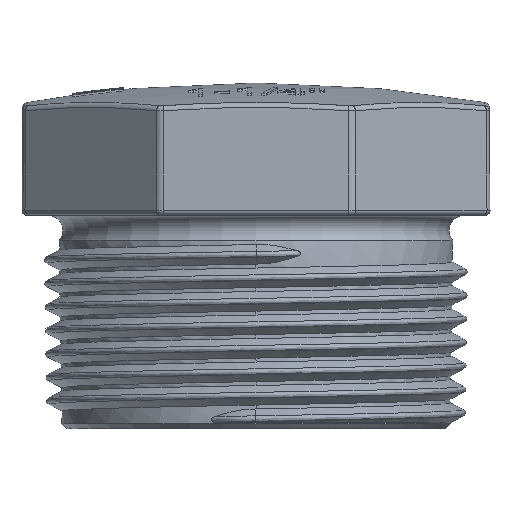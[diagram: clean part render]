
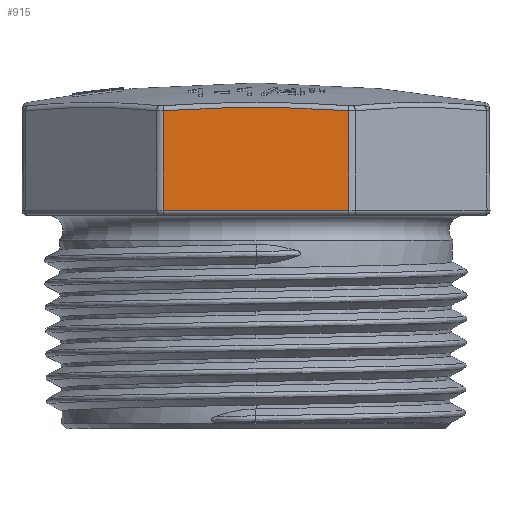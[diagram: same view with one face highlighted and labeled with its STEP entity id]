
A CAD part, left-side view. The second image highlights one B-rep face of the part: STEP entity #915.
In plain terms, the highlighted planar face has unit normal (-1, 0, 0.009).
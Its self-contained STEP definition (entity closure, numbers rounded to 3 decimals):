
#172=PLANE('',#4163);
#272=FACE_OUTER_BOUND('',#1231,.T.);
#495=LINE('',#6378,#675);
#496=LINE('',#6383,#676);
#497=LINE('',#6385,#677);
#675=VECTOR('',#4656,1.);
#676=VECTOR('',#4659,1.);
#677=VECTOR('',#4660,1.);
#915=ADVANCED_FACE('',(#272),#172,.T.);
#1231=EDGE_LOOP('',(#1857,#1858,#1859,#1860));
#1567=CIRCLE('',#4162,130.644);
#1857=ORIENTED_EDGE('',*,*,#3413,.T.);
#1858=ORIENTED_EDGE('',*,*,#3414,.T.);
#1859=ORIENTED_EDGE('',*,*,#3415,.T.);
#1860=ORIENTED_EDGE('',*,*,#3416,.T.);
#3031=VERTEX_POINT('',#6379);
#3032=VERTEX_POINT('',#6380);
#3033=VERTEX_POINT('',#6382);
#3034=VERTEX_POINT('',#6384);
#3413=EDGE_CURVE('',#3031,#3032,#495,.T.);
#3414=EDGE_CURVE('',#3032,#3033,#1567,.T.);
#3415=EDGE_CURVE('',#3033,#3034,#496,.T.);
#3416=EDGE_CURVE('',#3034,#3031,#497,.T.);
#4162=AXIS2_PLACEMENT_3D('',#6381,#4657,#4658);
#4163=AXIS2_PLACEMENT_3D('',#6386,#4661,#4662);
#4656=DIRECTION('',(0.009,0.004,1.));
#4657=DIRECTION('',(-1.,0.,0.009));
#4658=DIRECTION('',(0.009,0.,1.));
#4659=DIRECTION('',(-0.009,0.004,-1.));
#4660=DIRECTION('',(0.,-1.,0.));
#4661=DIRECTION('',(-1.,0.,0.009));
#4662=DIRECTION('',(0.009,0.,1.));
#6378=CARTESIAN_POINT('',(118.,-9.113,21.503));
#6379=CARTESIAN_POINT('',(118.,-9.113,21.504));
#6380=CARTESIAN_POINT('',(118.085,-9.077,31.283));
#6381=CARTESIAN_POINT('',(116.948,0.,-99.04));
#6382=CARTESIAN_POINT('',(118.085,9.077,31.283));
#6383=CARTESIAN_POINT('',(118.001,9.112,21.572));
#6384=CARTESIAN_POINT('',(118.,9.113,21.504));
#6385=CARTESIAN_POINT('',(118.,-9.115,21.504));
#6386=CARTESIAN_POINT('',(118.,-9.527,21.504));
